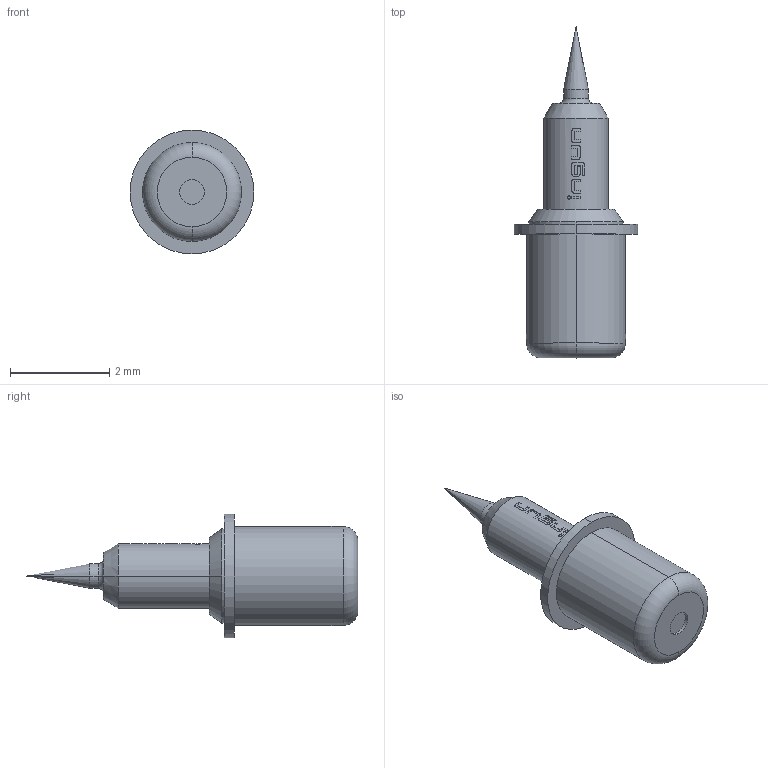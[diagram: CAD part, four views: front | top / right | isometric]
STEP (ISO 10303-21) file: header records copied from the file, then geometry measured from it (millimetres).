
FILE_DESCRIPTION (( 'STEP AP203' ), '1' );
FILE_NAME ('INGUN_GKS-967_215_130_A_xx01.STEP', '2021-09-14T08:15:24', ( 'ochi' ), ( '' ), 'SwSTEP 2.0', 'SolidWorks 2018', '' );
FILE_SCHEMA (( 'CONFIG_CONTROL_DESIGN' ));
Length unit declared in the file: millimetre
Products named in the file (1): INGUN_GKS-967_215_130_A_xx01
Bounding box: 2.5 x 6.7 x 2.5 mm (x, y, z)
Volume: 12.3 mm3; surface area: 36.7 mm2
Topology: 1 solids, 1 shells, 96 faces, 244 edges, 159 vertices
Faces by surface type: plane 46, bspline 22, cylinder 18, cone 6, torus 4
Entity records: 3127 total; most frequent: CARTESIAN_POINT 898, ORIENTED_EDGE 484, DIRECTION 384, EDGE_CURVE 242, VERTEX_POINT 159, AXIS2_PLACEMENT_3D 153, EDGE_LOOP 107, FACE_OUTER_BOUND 96
